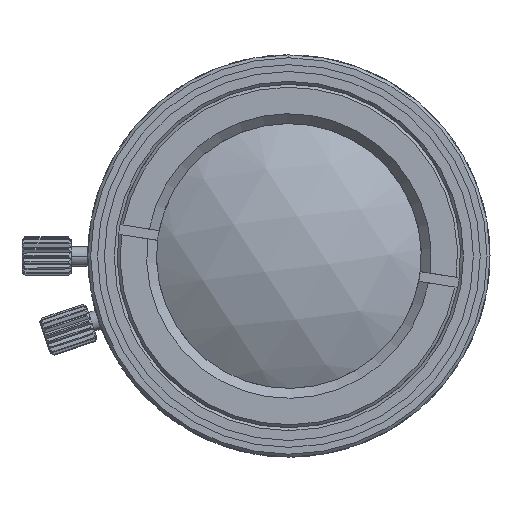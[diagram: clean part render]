
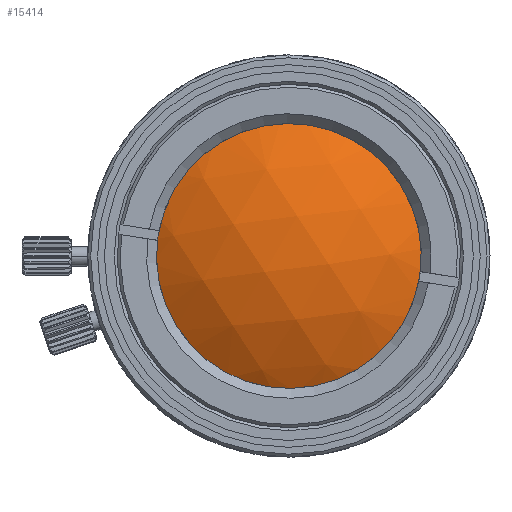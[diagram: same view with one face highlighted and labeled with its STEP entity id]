
A CAD part, left-side view. The second image highlights one B-rep face of the part: STEP entity #15414.
In plain terms, the highlighted spherical face has radius 25.92 mm.
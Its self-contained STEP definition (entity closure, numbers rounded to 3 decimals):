
#1869=CARTESIAN_POINT('',(-90.335,3.749,64.094));
#1870=DIRECTION('',(1.,0.,0.));
#1871=DIRECTION('',(0.,-0.836,0.549));
#1872=AXIS2_PLACEMENT_3D('',#1869,#1870,#1871);
#1874=CARTESIAN_POINT('',(-90.335,3.749,64.094));
#1875=DIRECTION('',(1.,0.,0.));
#1876=DIRECTION('',(0.,0.836,-0.549));
#1877=AXIS2_PLACEMENT_3D('',#1874,#1875,#1876);
#11674=CARTESIAN_POINT('',(-90.335,-7.928,
71.768));
#11675=VERTEX_POINT('',#11674);
#11676=CARTESIAN_POINT('',(-90.335,15.426,
56.42));
#11677=VERTEX_POINT('',#11676);
#15405=CARTESIAN_POINT('',(-68.504,3.749,
64.094));
#15406=DIRECTION('',(0.,0.836,-0.549));
#15407=DIRECTION('',(0.,0.549,0.836));
#15408=AXIS2_PLACEMENT_3D('',#15405,#15406,#15407);
#15409=SPHERICAL_SURFACE('',#15408,25.92);
#15410=ORIENTED_EDGE('',*,*,#15387,.T.);
#15411=ORIENTED_EDGE('',*,*,#15397,.T.);
#15412=EDGE_LOOP('',(#15410,#15411));
#15413=FACE_OUTER_BOUND('',#15412,.F.);
#15414=ADVANCED_FACE('',(#15413),#15409,.T.);
#1873=CIRCLE('',#1872,13.973);
#1878=CIRCLE('',#1877,13.973);
#15387=EDGE_CURVE('',#11675,#11677,#1873,.T.);
#15397=EDGE_CURVE('',#11677,#11675,#1878,.T.);
